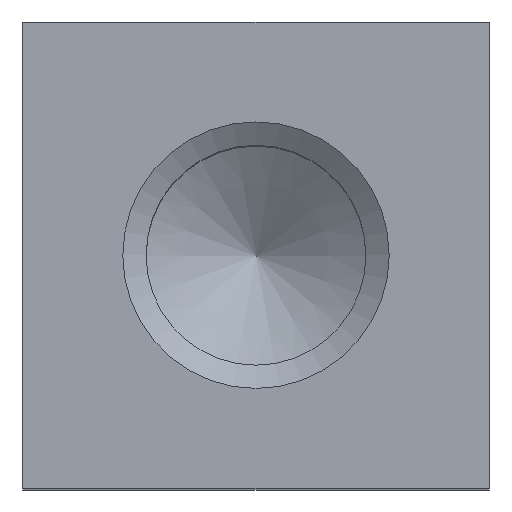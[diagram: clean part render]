
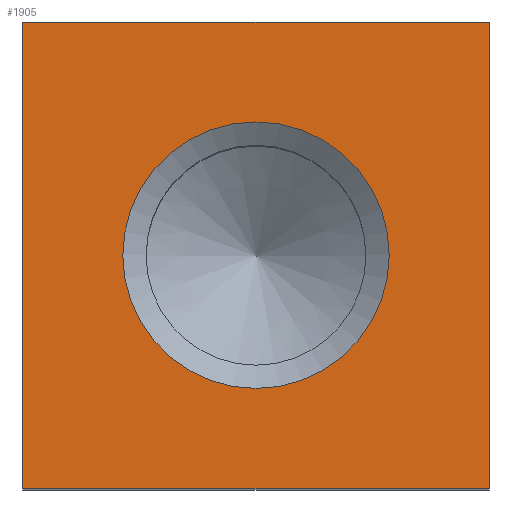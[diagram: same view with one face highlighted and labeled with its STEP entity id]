
A CAD part, top view. The second image highlights one B-rep face of the part: STEP entity #1905.
In plain terms, the highlighted planar face has unit normal (0, 0, 1).
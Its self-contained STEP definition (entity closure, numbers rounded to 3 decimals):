
#58=LINE($,#2962,#250);
#61=LINE($,#2967,#253);
#63=LINE($,#2971,#255);
#65=LINE($,#2974,#257);
#250=VECTOR($,#2410,7.);
#253=VECTOR($,#2415,7.);
#255=VECTOR($,#2419,7.);
#257=VECTOR($,#2423,7.);
#424=PLANE($,#2091);
#562=FACE_BOUND($,#807,.T.);
#615=FACE_OUTER_BOUND($,#806,.T.);
#806=EDGE_LOOP($,(#1492,#1493,#1494,#1495));
#807=EDGE_LOOP($,(#1496));
#890=CIRCLE($,#1992,2.);
#938=VERTEX_POINT($,#2736);
#1026=VERTEX_POINT($,#2960);
#1027=VERTEX_POINT($,#2961);
#1028=VERTEX_POINT($,#2966);
#1029=VERTEX_POINT($,#2970);
#1102=EDGE_CURVE($,#938,#938,#890,.T.);
#1190=EDGE_CURVE($,#1026,#1027,#58,.T.);
#1193=EDGE_CURVE($,#1027,#1028,#61,.T.);
#1195=EDGE_CURVE($,#1028,#1029,#63,.T.);
#1197=EDGE_CURVE($,#1029,#1026,#65,.T.);
#1492=ORIENTED_EDGE($,*,*,#1190,.F.);
#1493=ORIENTED_EDGE($,*,*,#1197,.F.);
#1494=ORIENTED_EDGE($,*,*,#1195,.F.);
#1495=ORIENTED_EDGE($,*,*,#1193,.F.);
#1496=ORIENTED_EDGE($,*,*,#1102,.T.);
#1905=ADVANCED_FACE($,(#615,#562),#424,.F.);
#1992=AXIS2_PLACEMENT_3D($,#2737,#2178,#2179);
#2091=AXIS2_PLACEMENT_3D($,#2975,#2424,#2425);
#2178=DIRECTION('center_axis',(0.,0.,-1.));
#2179=DIRECTION('ref_axis',(1.,0.,0.));
#2410=DIRECTION($,(0.,1.,0.));
#2415=DIRECTION($,(1.,0.,0.));
#2419=DIRECTION($,(0.,-1.,0.));
#2423=DIRECTION($,(-1.,0.,0.));
#2424=DIRECTION('center_axis',(0.,0.,-1.));
#2425=DIRECTION('ref_axis',(1.,0.,0.));
#2736=CARTESIAN_POINT('',(2.,0.,14.));
#2737=CARTESIAN_POINT('Origin',(0.,0.,
14.));
#2960=CARTESIAN_POINT('',(-3.5,-3.5,14.));
#2961=CARTESIAN_POINT('',(-3.5,3.5,14.));
#2962=CARTESIAN_POINT($,(-3.5,-3.5,14.));
#2966=CARTESIAN_POINT('',(3.5,3.5,14.));
#2967=CARTESIAN_POINT($,(-3.5,3.5,14.));
#2970=CARTESIAN_POINT('',(3.5,-3.5,14.));
#2971=CARTESIAN_POINT($,(3.5,-3.5,14.));
#2974=CARTESIAN_POINT($,(-3.5,-3.5,14.));
#2975=CARTESIAN_POINT('Origin',(-3.5,-3.5,14.));
